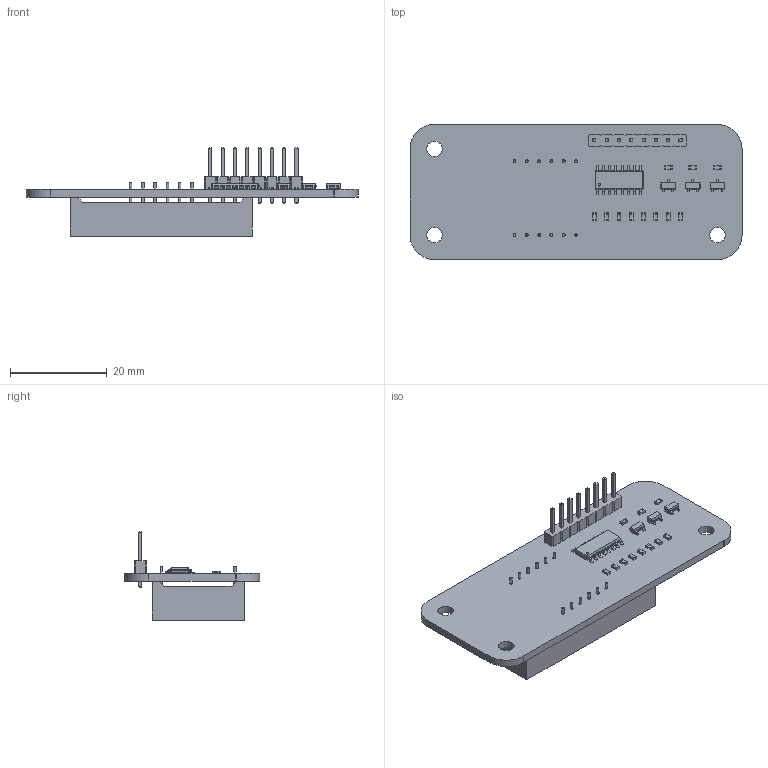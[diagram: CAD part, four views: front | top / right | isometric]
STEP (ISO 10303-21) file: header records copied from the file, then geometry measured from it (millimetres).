
FILE_DESCRIPTION(('KiCad electronic assembly'),'2;1');
FILE_NAME('7-segment.step','2025-02-28T13:16:49',('Pcbnew'),('Kicad'), 'Open CASCADE STEP processor 7.8','KiCad to STEP converter','Unknown' );
FILE_SCHEMA(('AUTOMOTIVE_DESIGN { 1 0 10303 214 1 1 1 1 }'));
Length unit declared in the file: millimetre
Products named in the file (12): 7-segment 1; R_0603_1608Metric; SOT-23; SOT_23; PinHeader_1x08_P2.54mm_Vertical; PinHeader_1x08_P254mm_Vertical; SOP-16_3.9x9.9mm_P1.27mm; FJ5361BH; (Unsaved); 7-segment_PCB
Assembly tree (23 placements, depth 3):
  7-segment 1
    R_0603_1608Metric  x11
      R_0603_1608Metric
    SOT-23  x3
      SOT_23
    PinHeader_1x08_P2.54mm_Vertical
      PinHeader_1x08_P254mm_Vertical
    SOP-16_3.9x9.9mm_P1.27mm
      SOP-16_3.9x9.9mm_P1.27mm
    FJ5361BH
      (Unsaved)
    7-segment_PCB
Bounding box: 68.58 x 27.94 x 18.24 mm (x, y, z)
Volume: 8129 mm3; surface area: 7217.2 mm2
Topology: 18 solids, 18 shells, 1085 faces, 2737 edges, 1723 vertices
Faces by surface type: plane 761, cylinder 227, bspline 97
Full cylindrical faces by diameter (mm): 0.51 x12, 0.6 x12, 1 x8, 3.2 x3
Entity records: 24560 total; most frequent: CARTESIAN_POINT 3650, ORIENTED_EDGE 3394, DIRECTION 3196, EDGE_CURVE 1697, LINE 1394, VECTOR 1394, VERTEX_POINT 1071, AXIS2_PLACEMENT_3D 901
